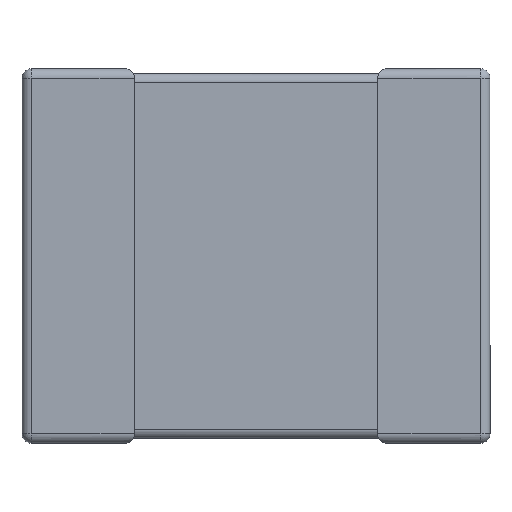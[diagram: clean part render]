
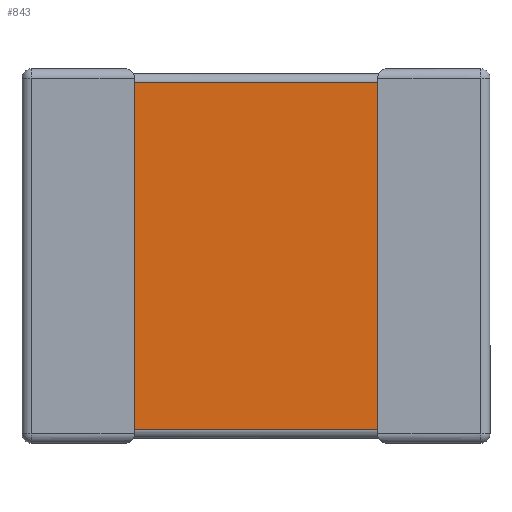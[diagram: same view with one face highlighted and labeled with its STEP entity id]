
A CAD part, front view. The second image highlights one B-rep face of the part: STEP entity #843.
In plain terms, the highlighted planar face has unit normal (0, -1, 0).
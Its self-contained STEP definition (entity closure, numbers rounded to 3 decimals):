
#42 = PLANE ( 'NONE',  #986 ) ;
#65 = VECTOR ( 'NONE', #225, 1000. ) ;
#73 = ORIENTED_EDGE ( 'NONE', *, *, #1206, .T. ) ;
#78 = VECTOR ( 'NONE', #484, 1000. ) ;
#158 = ORIENTED_EDGE ( 'NONE', *, *, #220, .T. ) ;
#190 = EDGE_CURVE ( 'NONE', #930, #1122, #1572, .T. ) ;
#220 = EDGE_CURVE ( 'NONE', #930, #600, #1120, .T. ) ;
#225 = DIRECTION ( 'NONE',  ( -1., 0., 0. ) ) ;
#272 = CARTESIAN_POINT ( 'NONE',  ( 0., -0.44, 0. ) ) ;
#358 = LINE ( 'NONE', #617, #78 ) ;
#484 = DIRECTION ( 'NONE',  ( 0., 0., -1. ) ) ;
#534 = VECTOR ( 'NONE', #737, 1000. ) ;
#582 = CARTESIAN_POINT ( 'NONE',  ( -0.65, -0.44, 0.925 ) ) ;
#600 = VERTEX_POINT ( 'NONE', #582 ) ;
#617 = CARTESIAN_POINT ( 'NONE',  ( -0.65, -0.44, 0. ) ) ;
#623 = DIRECTION ( 'NONE',  ( 0., 1., 0. ) ) ;
#696 = EDGE_CURVE ( 'NONE', #600, #1333, #358, .T. ) ;
#724 = CARTESIAN_POINT ( 'NONE',  ( -0.65, -0.44, -0.925 ) ) ;
#737 = DIRECTION ( 'NONE',  ( 0., 0., -1. ) ) ;
#790 = CARTESIAN_POINT ( 'NONE',  ( 0.65, -0.44, -0.925 ) ) ;
#843 = ADVANCED_FACE ( 'NONE', ( #1162 ), #42, .F. ) ;
#847 = ORIENTED_EDGE ( 'NONE', *, *, #696, .T. ) ;
#897 = ORIENTED_EDGE ( 'NONE', *, *, #190, .F. ) ;
#930 = VERTEX_POINT ( 'NONE', #1282 ) ;
#943 = LINE ( 'NONE', #1039, #1301 ) ;
#986 = AXIS2_PLACEMENT_3D ( 'NONE', #272, #623, #1014 ) ;
#1014 = DIRECTION ( 'NONE',  ( 0., 0., 1. ) ) ;
#1039 = CARTESIAN_POINT ( 'NONE',  ( 0., -0.44, -0.925 ) ) ;
#1120 = LINE ( 'NONE', #1603, #65 ) ;
#1122 = VERTEX_POINT ( 'NONE', #790 ) ;
#1162 = FACE_OUTER_BOUND ( 'NONE', #1225, .T. ) ;
#1206 = EDGE_CURVE ( 'NONE', #1333, #1122, #943, .T. ) ;
#1225 = EDGE_LOOP ( 'NONE', ( #897, #158, #847, #73 ) ) ;
#1282 = CARTESIAN_POINT ( 'NONE',  ( 0.65, -0.44, 0.925 ) ) ;
#1301 = VECTOR ( 'NONE', #1547, 1000. ) ;
#1333 = VERTEX_POINT ( 'NONE', #724 ) ;
#1547 = DIRECTION ( 'NONE',  ( 1., 0., 0. ) ) ;
#1572 = LINE ( 'NONE', #1595, #534 ) ;
#1595 = CARTESIAN_POINT ( 'NONE',  ( 0.65, -0.44, 0. ) ) ;
#1603 = CARTESIAN_POINT ( 'NONE',  ( -0.657, -0.44, 0.925 ) ) ;
